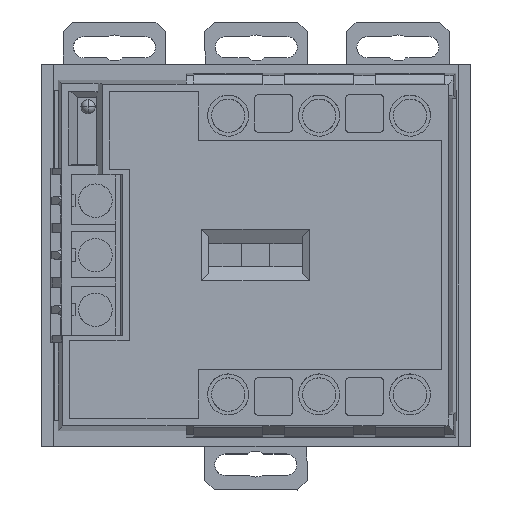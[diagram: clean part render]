
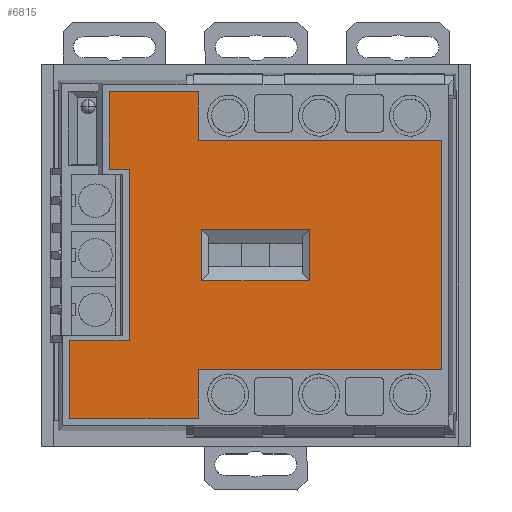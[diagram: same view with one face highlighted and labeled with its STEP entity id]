
A CAD part, top view. The second image highlights one B-rep face of the part: STEP entity #6815.
In plain terms, the highlighted planar face has unit normal (0, 0, 1).
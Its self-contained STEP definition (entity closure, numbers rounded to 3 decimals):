
#6765=AXIS2_PLACEMENT_3D('Plane Axis2P3D',#6762,#6763,#6764) ;
#2808=CARTESIAN_POINT('Vertex',(18.321,67.01,126.1)) ;
#2815=CARTESIAN_POINT('Vertex',(18.321,31.01,126.1)) ;
#2818=CARTESIAN_POINT('Line Origine',(18.321,49.01,126.1)) ;
#2836=CARTESIAN_POINT('Line Origine',(16.221,67.01,126.1)) ;
#2840=CARTESIAN_POINT('Vertex',(14.121,67.01,126.1)) ;
#2865=CARTESIAN_POINT('Vertex',(14.121,83.21,126.1)) ;
#2868=CARTESIAN_POINT('Line Origine',(14.121,75.11,126.1)) ;
#2886=CARTESIAN_POINT('Line Origine',(23.471,83.21,126.1)) ;
#2890=CARTESIAN_POINT('Vertex',(32.821,83.21,126.1)) ;
#2915=CARTESIAN_POINT('Vertex',(32.821,73.01,126.1)) ;
#2918=CARTESIAN_POINT('Line Origine',(32.821,78.11,126.1)) ;
#2936=CARTESIAN_POINT('Line Origine',(58.321,73.01,126.1)) ;
#2940=CARTESIAN_POINT('Vertex',(83.821,73.01,126.1)) ;
#2961=CARTESIAN_POINT('Line Origine',(83.821,49.01,126.1)) ;
#2965=CARTESIAN_POINT('Vertex',(83.821,25.01,126.1)) ;
#2986=CARTESIAN_POINT('Line Origine',(58.321,25.01,126.1)) ;
#2990=CARTESIAN_POINT('Vertex',(32.821,25.01,126.1)) ;
#3011=CARTESIAN_POINT('Line Origine',(32.821,19.91,126.1)) ;
#3015=CARTESIAN_POINT('Vertex',(32.821,14.81,126.1)) ;
#3036=CARTESIAN_POINT('Line Origine',(19.321,14.81,126.1)) ;
#3040=CARTESIAN_POINT('Vertex',(5.821,14.81,126.1)) ;
#3061=CARTESIAN_POINT('Line Origine',(5.821,22.91,126.1)) ;
#3065=CARTESIAN_POINT('Vertex',(5.821,31.01,126.1)) ;
#3086=CARTESIAN_POINT('Line Origine',(12.071,31.01,126.1)) ;
#6762=CARTESIAN_POINT('Axis2P3D Location',(83.821,83.21,126.1)) ;
#6781=CARTESIAN_POINT('Line Origine',(33.508,49.01,126.1)) ;
#6785=CARTESIAN_POINT('Vertex',(33.508,43.597,126.1)) ;
#6787=CARTESIAN_POINT('Vertex',(33.508,54.422,126.1)) ;
#6790=CARTESIAN_POINT('Line Origine',(44.821,54.422,126.1)) ;
#6794=CARTESIAN_POINT('Vertex',(56.133,54.422,126.1)) ;
#6797=CARTESIAN_POINT('Line Origine',(56.133,49.01,126.1)) ;
#6801=CARTESIAN_POINT('Vertex',(56.133,43.597,126.1)) ;
#6804=CARTESIAN_POINT('Line Origine',(44.821,43.597,126.1)) ;
#2819=DIRECTION('Vector Direction',(0.,1.,0.)) ;
#2837=DIRECTION('Vector Direction',(-1.,0.,0.)) ;
#2869=DIRECTION('Vector Direction',(0.,1.,0.)) ;
#2887=DIRECTION('Vector Direction',(1.,0.,0.)) ;
#2919=DIRECTION('Vector Direction',(0.,-1.,0.)) ;
#2937=DIRECTION('Vector Direction',(1.,0.,0.)) ;
#2962=DIRECTION('Vector Direction',(0.,1.,0.)) ;
#2987=DIRECTION('Vector Direction',(1.,0.,0.)) ;
#3012=DIRECTION('Vector Direction',(0.,1.,0.)) ;
#3037=DIRECTION('Vector Direction',(-1.,0.,0.)) ;
#3062=DIRECTION('Vector Direction',(0.,1.,0.)) ;
#3087=DIRECTION('Vector Direction',(-1.,0.,0.)) ;
#6763=DIRECTION('Axis2P3D Direction',(0.,0.,1.)) ;
#6764=DIRECTION('Axis2P3D XDirection',(-1.,0.,0.)) ;
#6782=DIRECTION('Vector Direction',(0.,1.,0.)) ;
#6791=DIRECTION('Vector Direction',(1.,0.,0.)) ;
#6798=DIRECTION('Vector Direction',(0.,-1.,0.)) ;
#6805=DIRECTION('Vector Direction',(-1.,0.,0.)) ;
#2820=VECTOR('Line Direction',#2819,1.) ;
#2838=VECTOR('Line Direction',#2837,1.) ;
#2870=VECTOR('Line Direction',#2869,1.) ;
#2888=VECTOR('Line Direction',#2887,1.) ;
#2920=VECTOR('Line Direction',#2919,1.) ;
#2938=VECTOR('Line Direction',#2937,1.) ;
#2963=VECTOR('Line Direction',#2962,1.) ;
#2988=VECTOR('Line Direction',#2987,1.) ;
#3013=VECTOR('Line Direction',#3012,1.) ;
#3038=VECTOR('Line Direction',#3037,1.) ;
#3063=VECTOR('Line Direction',#3062,1.) ;
#3088=VECTOR('Line Direction',#3087,1.) ;
#6783=VECTOR('Line Direction',#6782,1.) ;
#6792=VECTOR('Line Direction',#6791,1.) ;
#6799=VECTOR('Line Direction',#6798,1.) ;
#6806=VECTOR('Line Direction',#6805,1.) ;
#6768=ORIENTED_EDGE('',*,*,#3090,.T.) ;
#6769=ORIENTED_EDGE('',*,*,#3067,.F.) ;
#6770=ORIENTED_EDGE('',*,*,#3042,.F.) ;
#6771=ORIENTED_EDGE('',*,*,#3017,.F.) ;
#6772=ORIENTED_EDGE('',*,*,#2992,.F.) ;
#6773=ORIENTED_EDGE('',*,*,#2967,.T.) ;
#6774=ORIENTED_EDGE('',*,*,#2942,.F.) ;
#6775=ORIENTED_EDGE('',*,*,#2922,.F.) ;
#6776=ORIENTED_EDGE('',*,*,#2892,.F.) ;
#6777=ORIENTED_EDGE('',*,*,#2872,.F.) ;
#6778=ORIENTED_EDGE('',*,*,#2842,.F.) ;
#6779=ORIENTED_EDGE('',*,*,#2822,.F.) ;
#6810=ORIENTED_EDGE('',*,*,#6789,.T.) ;
#6811=ORIENTED_EDGE('',*,*,#6796,.T.) ;
#6812=ORIENTED_EDGE('',*,*,#6803,.T.) ;
#6813=ORIENTED_EDGE('',*,*,#6808,.T.) ;
#6814=FACE_BOUND('',#6809,.T.) ;
#6815=ADVANCED_FACE('RELAIS',(#6780,#6814),#6766,.T.) ;
#2822=EDGE_CURVE('',#2816,#2809,#2821,.T.) ;
#2842=EDGE_CURVE('',#2809,#2841,#2839,.T.) ;
#2872=EDGE_CURVE('',#2841,#2866,#2871,.T.) ;
#2892=EDGE_CURVE('',#2866,#2891,#2889,.T.) ;
#2922=EDGE_CURVE('',#2891,#2916,#2921,.T.) ;
#2942=EDGE_CURVE('',#2916,#2941,#2939,.T.) ;
#2967=EDGE_CURVE('',#2966,#2941,#2964,.T.) ;
#2992=EDGE_CURVE('',#2966,#2991,#2989,.F.) ;
#3017=EDGE_CURVE('',#2991,#3016,#3014,.F.) ;
#3042=EDGE_CURVE('',#3016,#3041,#3039,.T.) ;
#3067=EDGE_CURVE('',#3041,#3066,#3064,.T.) ;
#3090=EDGE_CURVE('',#2816,#3066,#3089,.T.) ;
#6789=EDGE_CURVE('',#6786,#6788,#6784,.T.) ;
#6796=EDGE_CURVE('',#6788,#6795,#6793,.T.) ;
#6803=EDGE_CURVE('',#6795,#6802,#6800,.T.) ;
#6808=EDGE_CURVE('',#6802,#6786,#6807,.T.) ;
#6767=EDGE_LOOP('',(#6768,#6769,#6770,#6771,#6772,#6773,#6774,#6775,#6776,#6777,#6778,#6779)) ;
#6809=EDGE_LOOP('',(#6810,#6811,#6812,#6813)) ;
#6780=FACE_OUTER_BOUND('',#6767,.T.) ;
#2821=LINE('Line',#2818,#2820) ;
#2839=LINE('Line',#2836,#2838) ;
#2871=LINE('Line',#2868,#2870) ;
#2889=LINE('Line',#2886,#2888) ;
#2921=LINE('Line',#2918,#2920) ;
#2939=LINE('Line',#2936,#2938) ;
#2964=LINE('Line',#2961,#2963) ;
#2989=LINE('Line',#2986,#2988) ;
#3014=LINE('Line',#3011,#3013) ;
#3039=LINE('Line',#3036,#3038) ;
#3064=LINE('Line',#3061,#3063) ;
#3089=LINE('Line',#3086,#3088) ;
#6784=LINE('Line',#6781,#6783) ;
#6793=LINE('Line',#6790,#6792) ;
#6800=LINE('Line',#6797,#6799) ;
#6807=LINE('Line',#6804,#6806) ;
#6766=PLANE('',#6765) ;
#2809=VERTEX_POINT('',#2808) ;
#2816=VERTEX_POINT('',#2815) ;
#2841=VERTEX_POINT('',#2840) ;
#2866=VERTEX_POINT('',#2865) ;
#2891=VERTEX_POINT('',#2890) ;
#2916=VERTEX_POINT('',#2915) ;
#2941=VERTEX_POINT('',#2940) ;
#2966=VERTEX_POINT('',#2965) ;
#2991=VERTEX_POINT('',#2990) ;
#3016=VERTEX_POINT('',#3015) ;
#3041=VERTEX_POINT('',#3040) ;
#3066=VERTEX_POINT('',#3065) ;
#6786=VERTEX_POINT('',#6785) ;
#6788=VERTEX_POINT('',#6787) ;
#6795=VERTEX_POINT('',#6794) ;
#6802=VERTEX_POINT('',#6801) ;
